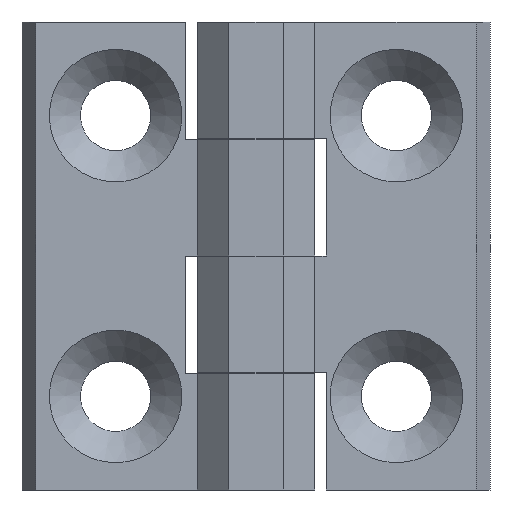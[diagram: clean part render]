
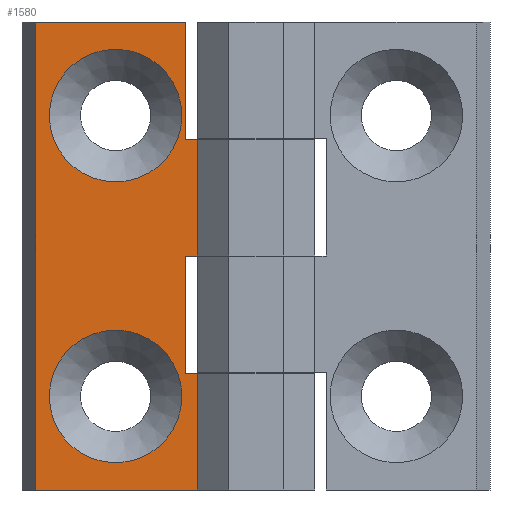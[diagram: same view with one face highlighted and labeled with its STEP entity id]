
A CAD part, front view. The second image highlights one B-rep face of the part: STEP entity #1580.
In plain terms, the highlighted face is planar.
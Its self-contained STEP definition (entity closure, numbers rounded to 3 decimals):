
#57=LINE('',#2177,#193);
#62=LINE('',#2188,#198);
#91=LINE('',#2253,#227);
#93=LINE('',#2261,#229);
#94=LINE('',#2263,#230);
#95=LINE('',#2265,#231);
#96=LINE('',#2266,#232);
#97=LINE('',#2267,#233);
#98=LINE('',#2269,#234);
#99=LINE('',#2271,#235);
#193=VECTOR('',#1808,1000.);
#198=VECTOR('',#1815,1000.);
#227=VECTOR('',#1872,1000.);
#229=VECTOR('',#1880,1000.);
#230=VECTOR('',#1881,1000.);
#231=VECTOR('',#1882,1000.);
#232=VECTOR('',#1883,1000.);
#233=VECTOR('',#1884,1000.);
#234=VECTOR('',#1885,1000.);
#235=VECTOR('',#1886,1000.);
#325=PLANE('',#1674);
#443=ORIENTED_EDGE('',*,*,#769,.T.);
#444=ORIENTED_EDGE('',*,*,#770,.F.);
#445=ORIENTED_EDGE('',*,*,#771,.T.);
#446=ORIENTED_EDGE('',*,*,#772,.T.);
#447=ORIENTED_EDGE('',*,*,#773,.T.);
#448=ORIENTED_EDGE('',*,*,#734,.F.);
#449=ORIENTED_EDGE('',*,*,#774,.F.);
#450=ORIENTED_EDGE('',*,*,#767,.T.);
#451=ORIENTED_EDGE('',*,*,#775,.T.);
#452=ORIENTED_EDGE('',*,*,#776,.T.);
#453=ORIENTED_EDGE('',*,*,#777,.T.);
#454=ORIENTED_EDGE('',*,*,#729,.T.);
#729=EDGE_CURVE('',#895,#894,#57,.T.);
#734=EDGE_CURVE('',#899,#896,#62,.T.);
#767=EDGE_CURVE('',#922,#921,#91,.T.);
#769=EDGE_CURVE('',#923,#923,#1006,.T.);
#770=EDGE_CURVE('',#924,#924,#1007,.T.);
#771=EDGE_CURVE('',#894,#925,#93,.T.);
#772=EDGE_CURVE('',#925,#926,#94,.T.);
#773=EDGE_CURVE('',#926,#896,#95,.T.);
#774=EDGE_CURVE('',#922,#899,#96,.T.);
#775=EDGE_CURVE('',#921,#927,#97,.T.);
#776=EDGE_CURVE('',#927,#928,#98,.T.);
#777=EDGE_CURVE('',#928,#895,#99,.T.);
#894=VERTEX_POINT('',#2176);
#895=VERTEX_POINT('',#2178);
#896=VERTEX_POINT('',#2182);
#899=VERTEX_POINT('',#2187);
#921=VERTEX_POINT('',#2252);
#922=VERTEX_POINT('',#2254);
#923=VERTEX_POINT('',#2258);
#924=VERTEX_POINT('',#2260);
#925=VERTEX_POINT('',#2262);
#926=VERTEX_POINT('',#2264);
#927=VERTEX_POINT('',#2268);
#928=VERTEX_POINT('',#2270);
#1006=CIRCLE('',#1675,4.25);
#1007=CIRCLE('',#1676,4.25);
#1057=EDGE_LOOP('',(#443));
#1058=EDGE_LOOP('',(#444));
#1059=EDGE_LOOP('',(#445,#446,#447,#448,#449,#450,#451,#452,#453,#454));
#1167=FACE_BOUND('',#1057,.T.);
#1168=FACE_BOUND('',#1058,.T.);
#1169=FACE_BOUND('',#1059,.T.);
#1580=ADVANCED_FACE('',(#1167,#1168,#1169),#325,.F.);
#1674=AXIS2_PLACEMENT_3D('',#2256,#1874,#1875);
#1675=AXIS2_PLACEMENT_3D('',#2257,#1876,#1877);
#1676=AXIS2_PLACEMENT_3D('',#2259,#1878,#1879);
#1808=DIRECTION('',(-1.,0.,0.));
#1815=DIRECTION('',(-1.,0.,0.));
#1872=DIRECTION('',(-1.,0.,0.));
#1874=DIRECTION('',(0.,-1.,0.));
#1875=DIRECTION('',(0.,0.,-1.));
#1876=DIRECTION('',(0.,-1.,0.));
#1877=DIRECTION('',(0.,0.,-1.));
#1878=DIRECTION('',(0.,1.,0.));
#1879=DIRECTION('',(0.,0.,1.));
#1880=DIRECTION('',(0.,0.,1.));
#1881=DIRECTION('',(-1.,0.,0.));
#1882=DIRECTION('',(0.,0.,1.));
#1883=DIRECTION('',(0.,0.,1.));
#1884=DIRECTION('',(0.,0.,1.));
#1885=DIRECTION('',(-1.,0.,0.));
#1886=DIRECTION('',(0.,0.,-1.));
#2176=CARTESIAN_POINT('',(-7.45,-0.8,3.5));
#2177=CARTESIAN_POINT('',(15.,-0.8,3.5));
#2178=CARTESIAN_POINT('',(0.,-0.8,3.5));
#2182=CARTESIAN_POINT('',(-15.,-0.8,13.884));
#2187=CARTESIAN_POINT('',(15.,-0.8,13.884));
#2188=CARTESIAN_POINT('',(15.,-0.8,13.884));
#2252=CARTESIAN_POINT('',(7.55,-0.8,3.5));
#2253=CARTESIAN_POINT('',(15.,-0.8,3.5));
#2254=CARTESIAN_POINT('',(15.,-0.8,3.5));
#2256=CARTESIAN_POINT('',(15.,-0.8,3.5));
#2257=CARTESIAN_POINT('',(9.,-0.8,8.75));
#2258=CARTESIAN_POINT('',(9.,-0.8,4.5));
#2259=CARTESIAN_POINT('',(-9.,-0.8,8.75));
#2260=CARTESIAN_POINT('',(-9.,-0.8,13.));
#2261=CARTESIAN_POINT('',(-7.45,-0.8,3.5));
#2262=CARTESIAN_POINT('',(-7.45,-0.8,4.25));
#2263=CARTESIAN_POINT('',(15.,-0.8,4.25));
#2264=CARTESIAN_POINT('',(-15.,-0.8,4.25));
#2265=CARTESIAN_POINT('',(-15.,-0.8,3.5));
#2266=CARTESIAN_POINT('',(15.,-0.8,3.5));
#2267=CARTESIAN_POINT('',(7.55,-0.8,3.5));
#2268=CARTESIAN_POINT('',(7.55,-0.8,4.25));
#2269=CARTESIAN_POINT('',(15.,-0.8,4.25));
#2270=CARTESIAN_POINT('',(0.,-0.8,4.25));
#2271=CARTESIAN_POINT('',(0.,-0.8,3.5));
